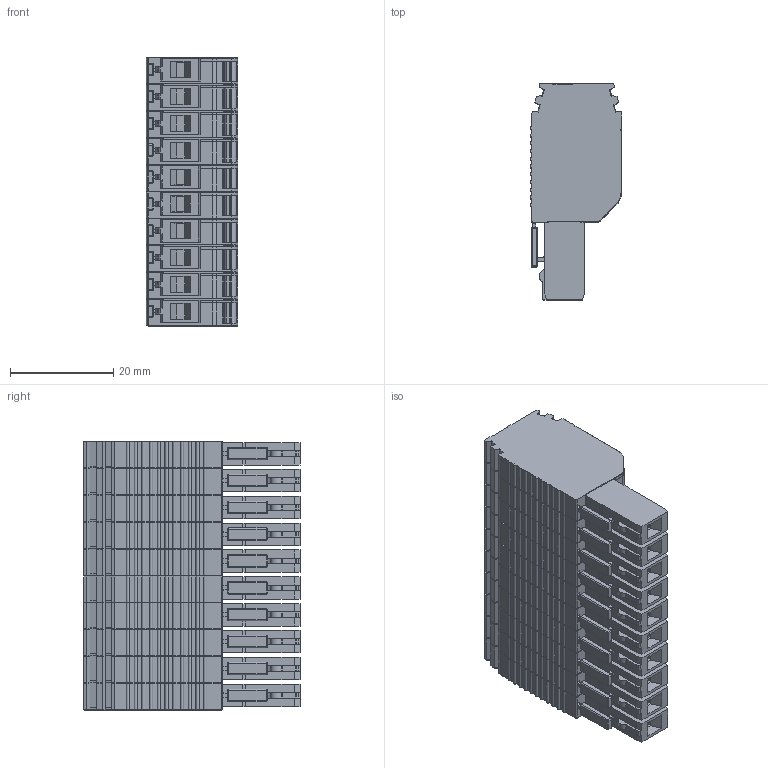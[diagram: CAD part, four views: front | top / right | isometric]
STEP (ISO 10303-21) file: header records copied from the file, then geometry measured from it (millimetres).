
FILE_DESCRIPTION (( 'STEP AP214' ), '1' );
FILE_NAME ('310209_SG_PT 2.5_10_Grey.STEP', '2017-09-27T05:24:34', ( '' ), ( '' ), 'SwSTEP 2.0', 'SolidWorks 2017', '' );
FILE_SCHEMA (( 'AUTOMOTIVE_DESIGN' ));
Length unit declared in the file: millimetre
Products named in the file (1): 310209_SG_PT 2.5_10_Grey
Bounding box: 17.82 x 41.9 x 52 mm (x, y, z)
Volume: 26410.6 mm3; surface area: 11912.7 mm2
Topology: 1 solids, 11 shells, 2811 faces, 7878 edges, 5059 vertices
Faces by surface type: plane 1990, cylinder 741, sphere 80
Entity records: 89046 total; most frequent: CARTESIAN_POINT 15729, ORIENTED_EDGE 15596, DIRECTION 14894, EDGE_CURVE 7798, VECTOR 6286, LINE 6286, VERTEX_POINT 5059, AXIS2_PLACEMENT_3D 4304
